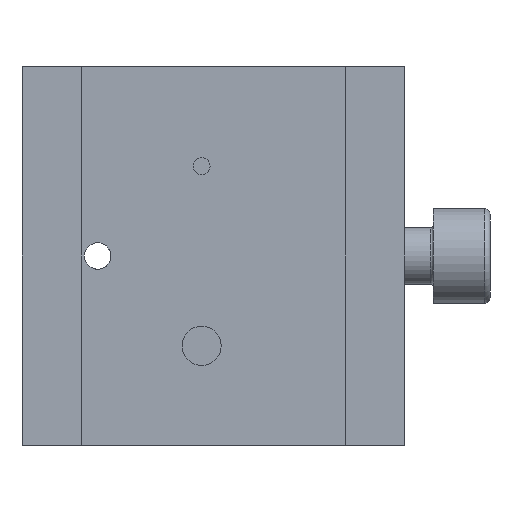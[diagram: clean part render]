
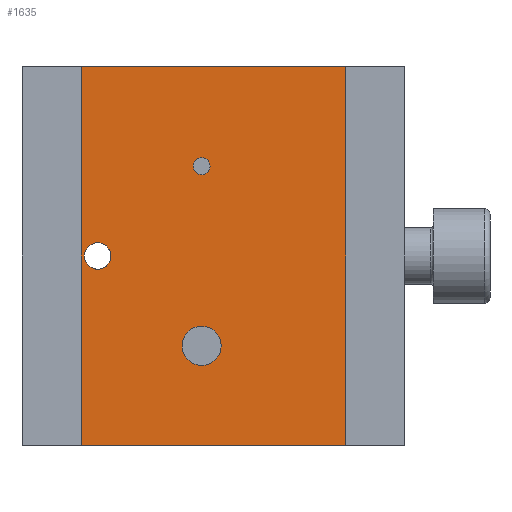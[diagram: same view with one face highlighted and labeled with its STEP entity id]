
A CAD part, front view. The second image highlights one B-rep face of the part: STEP entity #1635.
In plain terms, the highlighted planar face has unit normal (0, -1, 0).
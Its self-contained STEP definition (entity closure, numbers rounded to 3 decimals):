
#87=PLANE('',#1820);
#136=FACE_BOUND('',#272,.T.);
#137=FACE_BOUND('',#273,.T.);
#138=FACE_BOUND('',#274,.T.);
#180=FACE_OUTER_BOUND('',#271,.T.);
#271=EDGE_LOOP('',(#1172,#1173,#1174,#1175));
#272=EDGE_LOOP('',(#1176));
#273=EDGE_LOOP('',(#1177));
#274=EDGE_LOOP('',(#1178));
#361=CIRCLE('',#1795,1.4);
#366=CIRCLE('',#1802,2.067);
#368=CIRCLE('',#1805,0.897);
#475=LINE('',#2687,#587);
#476=LINE('',#2690,#588);
#477=LINE('',#2692,#589);
#478=LINE('',#2693,#590);
#587=VECTOR('',#2065,10.);
#588=VECTOR('',#2068,10.);
#589=VECTOR('',#2069,10.);
#590=VECTOR('',#2070,10.);
#694=VERTEX_POINT('',#2559);
#701=VERTEX_POINT('',#2631);
#704=VERTEX_POINT('',#2638);
#720=VERTEX_POINT('',#2683);
#721=VERTEX_POINT('',#2685);
#722=VERTEX_POINT('',#2689);
#723=VERTEX_POINT('',#2691);
#869=EDGE_CURVE('',#694,#694,#361,.T.);
#878=EDGE_CURVE('',#701,#701,#366,.T.);
#881=EDGE_CURVE('',#704,#704,#368,.T.);
#904=EDGE_CURVE('',#720,#721,#475,.T.);
#905=EDGE_CURVE('',#722,#720,#476,.T.);
#906=EDGE_CURVE('',#723,#721,#477,.T.);
#907=EDGE_CURVE('',#722,#723,#478,.T.);
#1172=ORIENTED_EDGE('',*,*,#905,.T.);
#1173=ORIENTED_EDGE('',*,*,#904,.T.);
#1174=ORIENTED_EDGE('',*,*,#906,.F.);
#1175=ORIENTED_EDGE('',*,*,#907,.F.);
#1176=ORIENTED_EDGE('',*,*,#869,.T.);
#1177=ORIENTED_EDGE('',*,*,#878,.T.);
#1178=ORIENTED_EDGE('',*,*,#881,.T.);
#1635=ADVANCED_FACE('',(#180,#136,#137,#138),#87,.T.);
#1795=AXIS2_PLACEMENT_3D('',#2561,#1997,#1998);
#1802=AXIS2_PLACEMENT_3D('',#2633,#2013,#2014);
#1805=AXIS2_PLACEMENT_3D('',#2640,#2020,#2021);
#1820=AXIS2_PLACEMENT_3D('',#2688,#2066,#2067);
#1997=DIRECTION('center_axis',(0.,1.,0.));
#1998=DIRECTION('ref_axis',(1.,0.,0.));
#2013=DIRECTION('center_axis',(0.,1.,0.));
#2014=DIRECTION('ref_axis',(1.,0.,0.));
#2020=DIRECTION('center_axis',(0.,1.,0.));
#2021=DIRECTION('ref_axis',(1.,0.,0.));
#2065=DIRECTION('',(0.,0.,-1.));
#2066=DIRECTION('center_axis',(0.,-1.,0.));
#2067=DIRECTION('ref_axis',(-1.,0.,0.));
#2068=DIRECTION('',(-1.,0.,0.));
#2069=DIRECTION('',(-1.,0.,0.));
#2070=DIRECTION('',(0.,0.,-1.));
#2559=CARTESIAN_POINT('',(6.6,7.5,-20.));
#2561=CARTESIAN_POINT('Origin',(8.,7.5,-20.));
#2631=CARTESIAN_POINT('',(16.933,7.5,-29.5));
#2633=CARTESIAN_POINT('Origin',(19.,7.5,-29.5));
#2638=CARTESIAN_POINT('',(18.103,7.5,-10.5));
#2640=CARTESIAN_POINT('Origin',(19.,7.5,-10.5));
#2683=CARTESIAN_POINT('',(5.25,7.5,0.));
#2685=CARTESIAN_POINT('',(5.25,7.5,-40.));
#2687=CARTESIAN_POINT('',(5.25,7.5,0.));
#2688=CARTESIAN_POINT('Origin',(35.25,7.5,0.));
#2689=CARTESIAN_POINT('',(35.25,7.5,0.));
#2690=CARTESIAN_POINT('',(35.25,7.5,0.));
#2691=CARTESIAN_POINT('',(35.25,7.5,-40.));
#2692=CARTESIAN_POINT('',(35.25,7.5,-40.));
#2693=CARTESIAN_POINT('',(35.25,7.5,0.));
